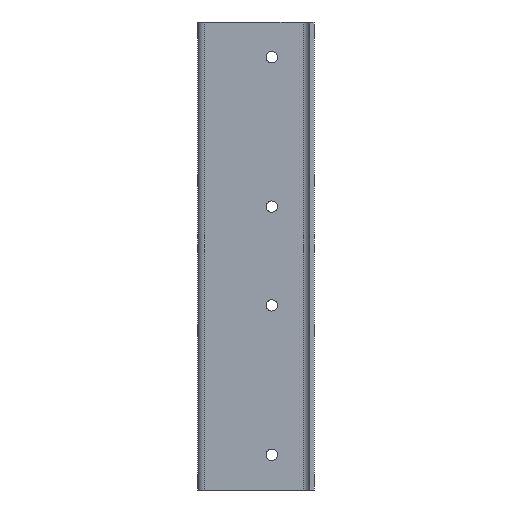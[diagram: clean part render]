
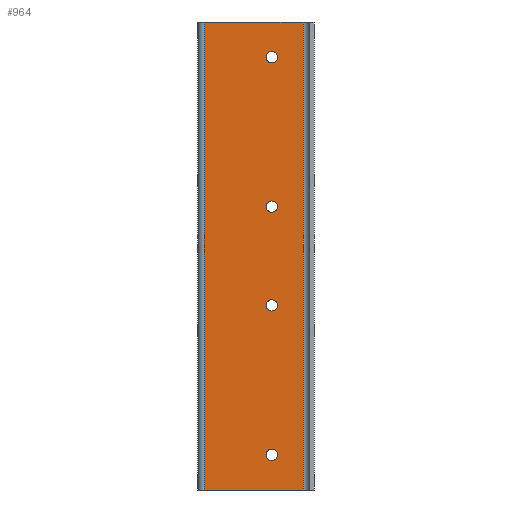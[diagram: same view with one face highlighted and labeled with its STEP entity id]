
A CAD part, left-side view. The second image highlights one B-rep face of the part: STEP entity #964.
In plain terms, the highlighted planar face has unit normal (-1, 0, 0).
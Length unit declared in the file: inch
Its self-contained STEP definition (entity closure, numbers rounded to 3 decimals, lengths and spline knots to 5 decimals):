
#1 = AXIS2_PLACEMENT_3D ( 'NONE', #1230, #703, #1129 ) ;
#16 = EDGE_CURVE ( 'NONE', #432, #624, #550, .T. ) ;
#32 = FACE_BOUND ( 'NONE', #759, .T. ) ;
#58 = AXIS2_PLACEMENT_3D ( 'NONE', #602, #177, #187 ) ;
#64 = ORIENTED_EDGE ( 'NONE', *, *, #290, .T. ) ;
#87 = CARTESIAN_POINT ( 'NONE',  ( 0.63, 0.66, 4.42 ) ) ;
#89 = ORIENTED_EDGE ( 'NONE', *, *, #669, .F. ) ;
#98 = LINE ( 'NONE', #1247, #441 ) ;
#99 = DIRECTION ( 'NONE',  ( 1., 0., 0. ) ) ;
#102 = DIRECTION ( 'NONE',  ( 0., 0., -1. ) ) ;
#104 = AXIS2_PLACEMENT_3D ( 'NONE', #392, #832, #827 ) ;
#117 = FACE_BOUND ( 'NONE', #822, .T. ) ;
#118 = EDGE_CURVE ( 'NONE', #1099, #432, #652, .T. ) ;
#123 = AXIS2_PLACEMENT_3D ( 'NONE', #225, #1086, #437 ) ;
#126 = CIRCLE ( 'NONE', #395, 0.088 ) ;
#177 = DIRECTION ( 'NONE',  ( 1., 0., 0. ) ) ;
#187 = DIRECTION ( 'NONE',  ( 0., 1., 0. ) ) ;
#195 = DIRECTION ( 'NONE',  ( 0., -1., 0. ) ) ;
#220 = VECTOR ( 'NONE', #862, 39.37008 ) ;
#225 = CARTESIAN_POINT ( 'NONE',  ( 0.63, 0.66, 4.42 ) ) ;
#261 = AXIS2_PLACEMENT_3D ( 'NONE', #609, #1248, #295 ) ;
#279 = ORIENTED_EDGE ( 'NONE', *, *, #1208, .F. ) ;
#290 = EDGE_CURVE ( 'NONE', #648, #1112, #1073, .T. ) ;
#294 = CARTESIAN_POINT ( 'NONE',  ( 0.63, 0.17, 7.3 ) ) ;
#295 = DIRECTION ( 'NONE',  ( 0., 1., 0. ) ) ;
#298 = EDGE_CURVE ( 'NONE', #1167, #1135, #458, .T. ) ;
#318 = EDGE_LOOP ( 'NONE', ( #1241, #279, #89, #1252 ) ) ;
#342 = CARTESIAN_POINT ( 'NONE',  ( 0.63, 1.7125, 7.3 ) ) ;
#347 = CARTESIAN_POINT ( 'NONE',  ( 0.63, 0.66, 0.638 ) ) ;
#350 = AXIS2_PLACEMENT_3D ( 'NONE', #546, #871, #766 ) ;
#351 = VECTOR ( 'NONE', #102, 39.37008 ) ;
#364 = DIRECTION ( 'NONE',  ( 0., 1., 0. ) ) ;
#392 = CARTESIAN_POINT ( 'NONE',  ( 0.63, 0.66, 0.55 ) ) ;
#395 = AXIS2_PLACEMENT_3D ( 'NONE', #968, #99, #444 ) ;
#401 = EDGE_LOOP ( 'NONE', ( #64, #1367 ) ) ;
#423 = LINE ( 'NONE', #1177, #1072 ) ;
#432 = VERTEX_POINT ( 'NONE', #1145 ) ;
#437 = DIRECTION ( 'NONE',  ( 0., 1., 0. ) ) ;
#441 = VECTOR ( 'NONE', #195, 39.37008 ) ;
#444 = DIRECTION ( 'NONE',  ( 0., 1., 0. ) ) ;
#458 = CIRCLE ( 'NONE', #261, 0.088 ) ;
#469 = VERTEX_POINT ( 'NONE', #1182 ) ;
#483 = AXIS2_PLACEMENT_3D ( 'NONE', #87, #1045, #931 ) ;
#491 = EDGE_CURVE ( 'NONE', #945, #1178, #126, .T. ) ;
#512 = CARTESIAN_POINT ( 'NONE',  ( 0.63, 0.66, 2.792 ) ) ;
#546 = CARTESIAN_POINT ( 'NONE',  ( 0.63, 1.7125, 7.3 ) ) ;
#547 = ORIENTED_EDGE ( 'NONE', *, *, #653, .T. ) ;
#550 = LINE ( 'NONE', #883, #220 ) ;
#556 = AXIS2_PLACEMENT_3D ( 'NONE', #776, #903, #364 ) ;
#573 = EDGE_CURVE ( 'NONE', #1112, #648, #649, .T. ) ;
#575 = CARTESIAN_POINT ( 'NONE',  ( 0.63, 0.17, 0. ) ) ;
#602 = CARTESIAN_POINT ( 'NONE',  ( 0.63, 0.66, 6.75 ) ) ;
#603 = CARTESIAN_POINT ( 'NONE',  ( 0.63, 0.66, 6.838 ) ) ;
#609 = CARTESIAN_POINT ( 'NONE',  ( 0.63, 0.66, 2.88 ) ) ;
#611 = EDGE_LOOP ( 'NONE', ( #638, #547 ) ) ;
#624 = VERTEX_POINT ( 'NONE', #575 ) ;
#638 = ORIENTED_EDGE ( 'NONE', *, *, #298, .T. ) ;
#648 = VERTEX_POINT ( 'NONE', #814 ) ;
#649 = CIRCLE ( 'NONE', #556, 0.088 ) ;
#652 = LINE ( 'NONE', #342, #351 ) ;
#653 = EDGE_CURVE ( 'NONE', #1135, #1167, #991, .T. ) ;
#669 = EDGE_CURVE ( 'NONE', #1099, #735, #98, .T. ) ;
#703 = DIRECTION ( 'NONE',  ( 1., 0., 0. ) ) ;
#717 = ORIENTED_EDGE ( 'NONE', *, *, #491, .T. ) ;
#735 = VERTEX_POINT ( 'NONE', #294 ) ;
#754 = DIRECTION ( 'NONE',  ( 0., 0., -1. ) ) ;
#759 = EDGE_LOOP ( 'NONE', ( #1001, #1047 ) ) ;
#766 = DIRECTION ( 'NONE',  ( 0., 1., 0. ) ) ;
#776 = CARTESIAN_POINT ( 'NONE',  ( 0.63, 0.66, 6.75 ) ) ;
#814 = CARTESIAN_POINT ( 'NONE',  ( 0.63, 0.66, 6.662 ) ) ;
#822 = EDGE_LOOP ( 'NONE', ( #980, #717 ) ) ;
#827 = DIRECTION ( 'NONE',  ( 0., 1., 0. ) ) ;
#832 = DIRECTION ( 'NONE',  ( 1., 0., 0. ) ) ;
#862 = DIRECTION ( 'NONE',  ( 0., -1., 0. ) ) ;
#871 = DIRECTION ( 'NONE',  ( 1., 0., 0. ) ) ;
#883 = CARTESIAN_POINT ( 'NONE',  ( 0.63, 1.7125, 0. ) ) ;
#885 = FACE_BOUND ( 'NONE', #611, .T. ) ;
#903 = DIRECTION ( 'NONE',  ( 1., 0., 0. ) ) ;
#931 = DIRECTION ( 'NONE',  ( 0., 1., 0. ) ) ;
#935 = EDGE_CURVE ( 'NONE', #469, #1164, #958, .T. ) ;
#945 = VERTEX_POINT ( 'NONE', #347 ) ;
#958 = CIRCLE ( 'NONE', #123, 0.088 ) ;
#964 = ADVANCED_FACE ( 'NONE', ( #1277, #32, #885, #117, #989 ), #965, .F. ) ;
#965 = PLANE ( 'NONE',  #350 ) ;
#968 = CARTESIAN_POINT ( 'NONE',  ( 0.63, 0.66, 0.55 ) ) ;
#980 = ORIENTED_EDGE ( 'NONE', *, *, #1140, .T. ) ;
#989 = FACE_OUTER_BOUND ( 'NONE', #318, .T. ) ;
#991 = CIRCLE ( 'NONE', #1, 0.088 ) ;
#1001 = ORIENTED_EDGE ( 'NONE', *, *, #1130, .T. ) ;
#1028 = CIRCLE ( 'NONE', #104, 0.088 ) ;
#1045 = DIRECTION ( 'NONE',  ( 1., 0., 0. ) ) ;
#1047 = ORIENTED_EDGE ( 'NONE', *, *, #935, .T. ) ;
#1055 = CARTESIAN_POINT ( 'NONE',  ( 0.63, 0.66, 4.332 ) ) ;
#1067 = CARTESIAN_POINT ( 'NONE',  ( 0.63, 0.66, 0.462 ) ) ;
#1072 = VECTOR ( 'NONE', #754, 39.37008 ) ;
#1073 = CIRCLE ( 'NONE', #58, 0.088 ) ;
#1086 = DIRECTION ( 'NONE',  ( 1., 0., 0. ) ) ;
#1099 = VERTEX_POINT ( 'NONE', #1364 ) ;
#1101 = CIRCLE ( 'NONE', #483, 0.088 ) ;
#1112 = VERTEX_POINT ( 'NONE', #603 ) ;
#1129 = DIRECTION ( 'NONE',  ( 0., 1., 0. ) ) ;
#1130 = EDGE_CURVE ( 'NONE', #1164, #469, #1101, .T. ) ;
#1135 = VERTEX_POINT ( 'NONE', #1343 ) ;
#1140 = EDGE_CURVE ( 'NONE', #1178, #945, #1028, .T. ) ;
#1145 = CARTESIAN_POINT ( 'NONE',  ( 0.63, 1.7125, 0. ) ) ;
#1164 = VERTEX_POINT ( 'NONE', #1055 ) ;
#1167 = VERTEX_POINT ( 'NONE', #512 ) ;
#1177 = CARTESIAN_POINT ( 'NONE',  ( 0.63, 0.17, 7.3 ) ) ;
#1178 = VERTEX_POINT ( 'NONE', #1067 ) ;
#1182 = CARTESIAN_POINT ( 'NONE',  ( 0.63, 0.66, 4.508 ) ) ;
#1208 = EDGE_CURVE ( 'NONE', #735, #624, #423, .T. ) ;
#1230 = CARTESIAN_POINT ( 'NONE',  ( 0.63, 0.66, 2.88 ) ) ;
#1241 = ORIENTED_EDGE ( 'NONE', *, *, #16, .T. ) ;
#1247 = CARTESIAN_POINT ( 'NONE',  ( 0.63, 1.7125, 7.3 ) ) ;
#1248 = DIRECTION ( 'NONE',  ( 1., 0., 0. ) ) ;
#1252 = ORIENTED_EDGE ( 'NONE', *, *, #118, .T. ) ;
#1277 = FACE_BOUND ( 'NONE', #401, .T. ) ;
#1343 = CARTESIAN_POINT ( 'NONE',  ( 0.63, 0.66, 2.968 ) ) ;
#1364 = CARTESIAN_POINT ( 'NONE',  ( 0.63, 1.7125, 7.3 ) ) ;
#1367 = ORIENTED_EDGE ( 'NONE', *, *, #573, .T. ) ;
